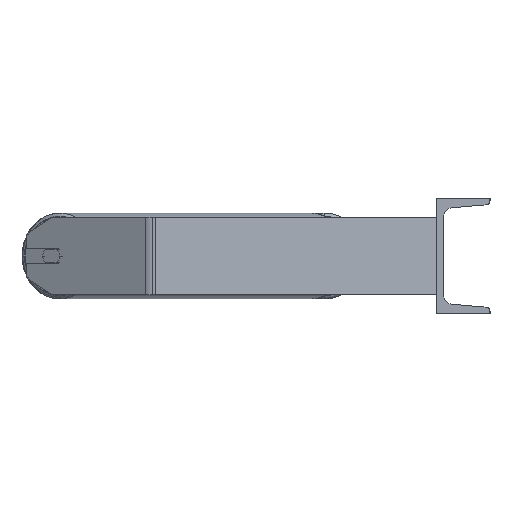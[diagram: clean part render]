
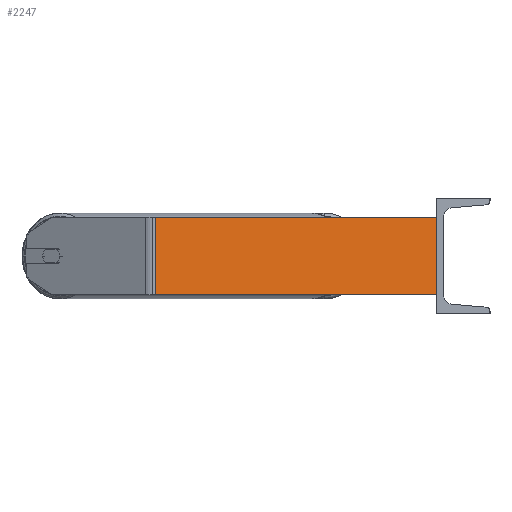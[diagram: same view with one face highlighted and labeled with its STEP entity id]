
A CAD part, left-side view. The second image highlights one B-rep face of the part: STEP entity #2247.
In plain terms, the highlighted planar face has unit normal (-0.985, -0.174, 0).
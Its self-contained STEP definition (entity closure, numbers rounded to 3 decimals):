
#360 = FACE_OUTER_BOUND ( 'NONE', #2543, .T. ) ;
#385 = ORIENTED_EDGE ( 'NONE', *, *, #2083, .F. ) ;
#471 = DIRECTION ( 'NONE',  ( 0., 0., -1. ) ) ;
#507 = CARTESIAN_POINT ( 'NONE',  ( -836.394, 291.471, 40. ) ) ;
#516 = DIRECTION ( 'NONE',  ( -0.174, 0.985, 0. ) ) ;
#716 = EDGE_CURVE ( 'NONE', #7517, #7172, #8152, .T. ) ;
#909 = ORIENTED_EDGE ( 'NONE', *, *, #716, .T. ) ;
#1464 = LINE ( 'NONE', #4227, #2186 ) ;
#1566 = CARTESIAN_POINT ( 'NONE',  ( -837.405, 297.206, 40. ) ) ;
#2083 = EDGE_CURVE ( 'NONE', #3061, #7691, #2150, .T. ) ;
#2150 = LINE ( 'NONE', #2272, #3846 ) ;
#2186 = VECTOR ( 'NONE', #5020, 1000. ) ;
#2247 = ADVANCED_FACE ( 'NONE', ( #360 ), #5037, .F. ) ;
#2272 = CARTESIAN_POINT ( 'NONE',  ( -785., 0., 40. ) ) ;
#2543 = EDGE_LOOP ( 'NONE', ( #3427, #385, #2777, #909 ) ) ;
#2777 = ORIENTED_EDGE ( 'NONE', *, *, #8391, .F. ) ;
#2963 = CARTESIAN_POINT ( 'NONE',  ( -785., 0., -40. ) ) ;
#3061 = VERTEX_POINT ( 'NONE', #8328 ) ;
#3427 = ORIENTED_EDGE ( 'NONE', *, *, #8396, .T. ) ;
#3644 = DIRECTION ( 'NONE',  ( 0.985, 0.174, 0. ) ) ;
#3846 = VECTOR ( 'NONE', #7069, 1000. ) ;
#4227 = CARTESIAN_POINT ( 'NONE',  ( -837.405, 297.206, 40. ) ) ;
#4871 = VECTOR ( 'NONE', #471, 1000. ) ;
#5020 = DIRECTION ( 'NONE',  ( 0.174, -0.985, 0. ) ) ;
#5037 = PLANE ( 'NONE',  #5291 ) ;
#5291 = AXIS2_PLACEMENT_3D ( 'NONE', #1566, #3644, #516 ) ;
#6286 = VECTOR ( 'NONE', #6943, 1000. ) ;
#6943 = DIRECTION ( 'NONE',  ( 0.174, -0.985, 0. ) ) ;
#7069 = DIRECTION ( 'NONE',  ( 0., 0., -1. ) ) ;
#7078 = LINE ( 'NONE', #7868, #6286 ) ;
#7172 = VERTEX_POINT ( 'NONE', #8280 ) ;
#7517 = VERTEX_POINT ( 'NONE', #7929 ) ;
#7691 = VERTEX_POINT ( 'NONE', #2963 ) ;
#7868 = CARTESIAN_POINT ( 'NONE',  ( -837.405, 297.206, -40. ) ) ;
#7929 = CARTESIAN_POINT ( 'NONE',  ( -836.394, 291.471, 40. ) ) ;
#8152 = LINE ( 'NONE', #507, #4871 ) ;
#8280 = CARTESIAN_POINT ( 'NONE',  ( -836.394, 291.471, -40. ) ) ;
#8328 = CARTESIAN_POINT ( 'NONE',  ( -785., 0., 40. ) ) ;
#8391 = EDGE_CURVE ( 'NONE', #7517, #3061, #1464, .T. ) ;
#8396 = EDGE_CURVE ( 'NONE', #7172, #7691, #7078, .T. ) ;
